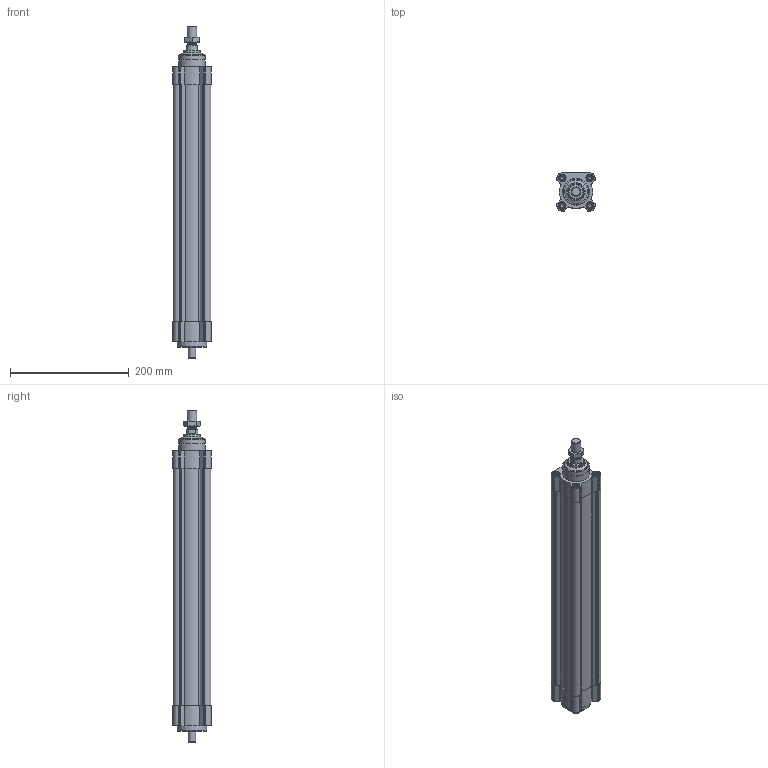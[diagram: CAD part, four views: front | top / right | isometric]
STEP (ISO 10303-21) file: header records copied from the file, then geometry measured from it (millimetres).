
FILE_DESCRIPTION(/* description */ ('STEP AP214'),/* implementation_level */ '2;1');
FILE_NAME(/* name */ '8022603_ESBF-LS-50-300-4P',/* time_stamp */ '2024-08-28T06:26:20+02:00',/* author */ ('License CC BY-ND 4.0'),/* organization */ ('CADENAS'),/* preprocessor_version */ 'ST-DEVELOPER v19.3',/* originating_system */ 'PARTsolutions',/* authorisation */ ' ');
FILE_SCHEMA (('AUTOMOTIVE_DESIGN {1 0 10303 214 3 1 1}'));
Length unit declared in the file: millimetre
Products named in the file (6): 8022603 ESBF-LS-50-300-4P---(0); ESBF-BS-50-300---(ZR_-_-); ESBF-BS-50-300-5P---(KS_0); DIN-439-B - M16x1.5(F); 2540033 GUK M15x1; ESBF-BS-50-ESBF-BS-50---(KSA)
Assembly tree (5 placements, depth 2):
  8022603 ESBF-LS-50-300-4P---(0)
    ESBF-BS-50-300---(ZR_-_-)
    ESBF-BS-50-300-5P---(KS_0)
    DIN-439-B - M16x1.5(F)
    2540033 GUK M15x1
    ESBF-BS-50-ESBF-BS-50---(KSA)
Bounding box: 64 x 64 x 558.5 mm (x, y, z)
Volume: 1211916.3 mm3; surface area: 272865.4 mm2
Topology: 5 solids, 5 shells, 514 faces, 1347 edges, 881 vertices
Faces by surface type: plane 313, cylinder 138, cone 54, torus 9
Full cylindrical faces by diameter (mm): 6.647 x8, 8 x8, 10 x1, 12 x9, 13 x8, 13.917 x1, 14.16 x1, 14.376 x1, 15 x3, 16 x1, 16.5 x1, 19.5 x1, 20 x1, 28 x2, 39.2 x1, 43 x1, 44 x1, 45 x1, 50 x3
Entity records: 18435 total; most frequent: CARTESIAN_POINT 3312, ORIENTED_EDGE 2436, DIRECTION 2348, EDGE_CURVE 1218, VERTEX_POINT 866, AXIS2_PLACEMENT_3D 842, FACE_BOUND 672, LINE 664
